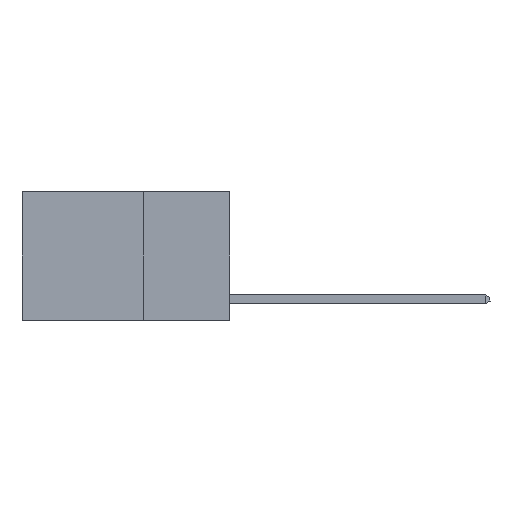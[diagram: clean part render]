
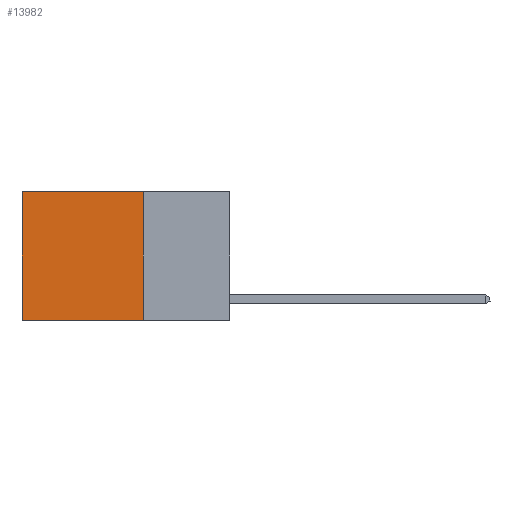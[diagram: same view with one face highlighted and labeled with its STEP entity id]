
A CAD part, left-side view. The second image highlights one B-rep face of the part: STEP entity #13982.
In plain terms, the highlighted planar face has unit normal (-1, 0, 0).
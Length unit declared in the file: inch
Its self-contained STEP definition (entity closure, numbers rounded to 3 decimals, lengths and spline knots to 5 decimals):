
#51 = VERTEX_POINT ( 'NONE', #14971 ) ;
#638 = CARTESIAN_POINT ( 'NONE',  ( 0.2625, 0.6, 0. ) ) ;
#787 = VECTOR ( 'NONE', #14825, 39.37008 ) ;
#893 = EDGE_LOOP ( 'NONE', ( #10156, #8420, #11968, #4767 ) ) ;
#1039 = DIRECTION ( 'NONE',  ( 1., 0., 0. ) ) ;
#1192 = LINE ( 'NONE', #10565, #3281 ) ;
#2277 = DIRECTION ( 'NONE',  ( 0., 1., 0. ) ) ;
#2963 = LINE ( 'NONE', #6448, #787 ) ;
#3281 = VECTOR ( 'NONE', #2277, 39.37008 ) ;
#4002 = AXIS2_PLACEMENT_3D ( 'NONE', #12279, #1039, #6543 ) ;
#4509 = EDGE_CURVE ( 'NONE', #10002, #14043, #5702, .T. ) ;
#4762 = CARTESIAN_POINT ( 'NONE',  ( 0.2625, 0.25, -0.37 ) ) ;
#4767 = ORIENTED_EDGE ( 'NONE', *, *, #6800, .T. ) ;
#4778 = DIRECTION ( 'NONE',  ( 0., 0., -1. ) ) ;
#5702 = LINE ( 'NONE', #13921, #11561 ) ;
#6448 = CARTESIAN_POINT ( 'NONE',  ( 0.2625, 0.25, 0. ) ) ;
#6543 = DIRECTION ( 'NONE',  ( 0., 0., -1. ) ) ;
#6800 = EDGE_CURVE ( 'NONE', #51, #10002, #8859, .T. ) ;
#6895 = EDGE_CURVE ( 'NONE', #9721, #14043, #1192, .T. ) ;
#7210 = EDGE_CURVE ( 'NONE', #51, #9721, #2963, .T. ) ;
#7572 = FACE_OUTER_BOUND ( 'NONE', #893, .T. ) ;
#7711 = VECTOR ( 'NONE', #10117, 39.37008 ) ;
#7872 = PLANE ( 'NONE',  #4002 ) ;
#8420 = ORIENTED_EDGE ( 'NONE', *, *, #6895, .F. ) ;
#8859 = LINE ( 'NONE', #12413, #7711 ) ;
#9721 = VERTEX_POINT ( 'NONE', #4762 ) ;
#10002 = VERTEX_POINT ( 'NONE', #638 ) ;
#10117 = DIRECTION ( 'NONE',  ( 0., 1., 0. ) ) ;
#10156 = ORIENTED_EDGE ( 'NONE', *, *, #4509, .T. ) ;
#10565 = CARTESIAN_POINT ( 'NONE',  ( 0.2625, 0.25, -0.37 ) ) ;
#11270 = CARTESIAN_POINT ( 'NONE',  ( 0.2625, 0.6, -0.37 ) ) ;
#11561 = VECTOR ( 'NONE', #4778, 39.37008 ) ;
#11968 = ORIENTED_EDGE ( 'NONE', *, *, #7210, .F. ) ;
#12279 = CARTESIAN_POINT ( 'NONE',  ( 0.2625, 0.25, 0. ) ) ;
#12413 = CARTESIAN_POINT ( 'NONE',  ( 0.2625, 0.25, 0. ) ) ;
#13921 = CARTESIAN_POINT ( 'NONE',  ( 0.2625, 0.6, 0. ) ) ;
#13982 = ADVANCED_FACE ( 'NONE', ( #7572 ), #7872, .F. ) ;
#14043 = VERTEX_POINT ( 'NONE', #11270 ) ;
#14825 = DIRECTION ( 'NONE',  ( 0., 0., -1. ) ) ;
#14971 = CARTESIAN_POINT ( 'NONE',  ( 0.2625, 0.25, 0. ) ) ;
